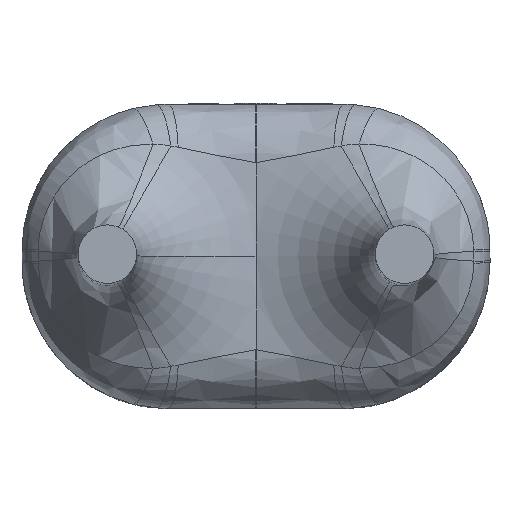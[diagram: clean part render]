
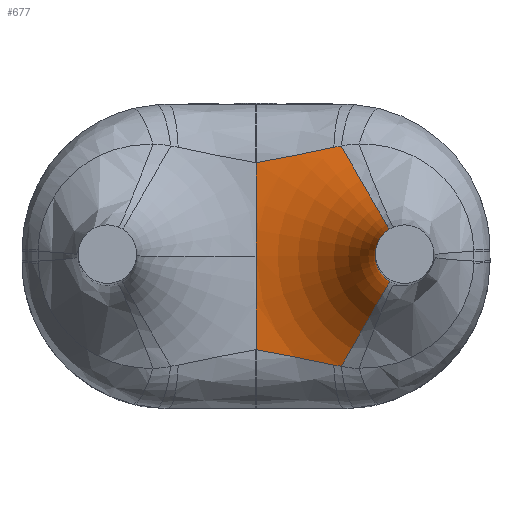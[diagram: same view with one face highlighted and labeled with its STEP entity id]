
A CAD part, top view. The second image highlights one B-rep face of the part: STEP entity #677.
In plain terms, the highlighted toroidal (fillet/blend) face has major radius 1.5 mm and minor radius 1.25 mm.
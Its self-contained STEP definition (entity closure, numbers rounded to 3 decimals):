
#71 = AXIS2_PLACEMENT_3D ( 'NONE', #3178, #662, #3611 ) ;
#75 = CARTESIAN_POINT ( 'NONE',  ( 0., 0.798, 0. ) ) ;
#124 = CARTESIAN_POINT ( 'NONE',  ( 0.665, 0.931, 0.062 ) ) ;
#125 = CARTESIAN_POINT ( 'NONE',  ( 0.665, 0.931, 0.062 ) ) ;
#182 = VERTEX_POINT ( 'NONE', #3794 ) ;
#197 = EDGE_CURVE ( 'NONE', #2340, #4970, #4368, .T. ) ;
#238 = DIRECTION ( 'NONE',  ( 0., 0., 1. ) ) ;
#287 = CARTESIAN_POINT ( 'NONE',  ( 0.665, 0.931, 0.062 ) ) ;
#314 = CIRCLE ( 'NONE', #3128, 1.25 ) ;
#315 = ORIENTED_EDGE ( 'NONE', *, *, #850, .F. ) ;
#338 = CARTESIAN_POINT ( 'NONE',  ( 0.728, 0.941, 0.071 ) ) ;
#399 = VERTEX_POINT ( 'NONE', #1742 ) ;
#443 = EDGE_CURVE ( 'NONE', #399, #4291, #5103, .T. ) ;
#542 = B_SPLINE_CURVE_WITH_KNOTS ( 'NONE', 3,
 ( #2857, #3320, #4181, #1645 ),
 .UNSPECIFIED., .F., .F.,
 ( 4, 4 ),
 ( 0., 0. ),
 .UNSPECIFIED. ) ;
#641 = CARTESIAN_POINT ( 'NONE',  ( 0., -0.532, 0. ) ) ;
#662 = DIRECTION ( 'NONE',  ( 0.867, -0.499, 0. ) ) ;
#665 = VERTEX_POINT ( 'NONE', #338 ) ;
#669 = DIRECTION ( 'NONE',  ( 0., 0., -1. ) ) ;
#677 = ADVANCED_FACE ( 'NONE', ( #2527 ), #5370, .F. ) ;
#692 = CARTESIAN_POINT ( 'NONE',  ( 0.226, 0.836, 0. ) ) ;
#698 = VERTEX_POINT ( 'NONE', #4145 ) ;
#778 = ORIENTED_EDGE ( 'NONE', *, *, #3858, .T. ) ;
#837 = AXIS2_PLACEMENT_3D ( 'NONE', #4579, #2056, #4993 ) ;
#850 = EDGE_CURVE ( 'NONE', #2340, #182, #2073, .T. ) ;
#860 = CARTESIAN_POINT ( 'NONE',  ( 0.001, -0.8, 0. ) ) ;
#918 = VERTEX_POINT ( 'NONE', #3330 ) ;
#1037 = CARTESIAN_POINT ( 'NONE',  ( 1.145, 0.217, 1.25 ) ) ;
#1069 = CARTESIAN_POINT ( 'NONE',  ( 0., -0.798, 0. ) ) ;
#1190 = DIRECTION ( 'NONE',  ( 1., 0., 0. ) ) ;
#1192 = EDGE_LOOP ( 'NONE', ( #2088, #2878, #5450, #1808, #3028, #1826, #315, #1903, #778, #1554, #1550, #1246 ) ) ;
#1246 = ORIENTED_EDGE ( 'NONE', *, *, #1388, .F. ) ;
#1293 = CARTESIAN_POINT ( 'NONE',  ( 0.226, -0.836, 0. ) ) ;
#1388 = EDGE_CURVE ( 'NONE', #4184, #698, #2072, .T. ) ;
#1420 = EDGE_CURVE ( 'NONE', #182, #399, #3051, .T. ) ;
#1430 = EDGE_CURVE ( 'NONE', #918, #2544, #1937, .T. ) ;
#1470 = CARTESIAN_POINT ( 'NONE',  ( 1.27, 0., 0. ) ) ;
#1495 = CARTESIAN_POINT ( 'NONE',  ( 0.522, 1.3, 1.25 ) ) ;
#1497 = CARTESIAN_POINT ( 'NONE',  ( 0., -0.266, 0.021 ) ) ;
#1550 = ORIENTED_EDGE ( 'NONE', *, *, #4866, .F. ) ;
#1554 = ORIENTED_EDGE ( 'NONE', *, *, #1430, .T. ) ;
#1645 = CARTESIAN_POINT ( 'NONE',  ( 0.728, -0.941, 0.071 ) ) ;
#1742 = CARTESIAN_POINT ( 'NONE',  ( 0., 0., 0.021 ) ) ;
#1806 = CIRCLE ( 'NONE', #837, 0.25 ) ;
#1808 = ORIENTED_EDGE ( 'NONE', *, *, #4173, .F. ) ;
#1826 = ORIENTED_EDGE ( 'NONE', *, *, #1420, .F. ) ;
#1862 = B_SPLINE_CURVE_WITH_KNOTS ( 'NONE', 3,
 ( #4742, #4617, #2633, #124 ),
 .UNSPECIFIED., .F., .F.,
 ( 4, 4 ),
 ( 0., 0. ),
 .UNSPECIFIED. ) ;
#1888 = DIRECTION ( 'NONE',  ( 1., 0., 0. ) ) ;
#1903 = ORIENTED_EDGE ( 'NONE', *, *, #197, .T. ) ;
#1904 = B_SPLINE_CURVE_WITH_KNOTS ( 'NONE', 3,
 ( #287, #2788, #692, #3648 ),
 .UNSPECIFIED., .F., .F.,
 ( 4, 4 ),
 ( 0., 0.001 ),
 .UNSPECIFIED. ) ;
#1920 = DIRECTION ( 'NONE',  ( -0.499, 0.867, 0. ) ) ;
#1924 = VERTEX_POINT ( 'NONE', #125 ) ;
#1937 = CIRCLE ( 'NONE', #71, 1.25 ) ;
#2017 = CIRCLE ( 'NONE', #3122, 1.5 ) ;
#2026 = CARTESIAN_POINT ( 'NONE',  ( 1.27, 0., 1.25 ) ) ;
#2040 = EDGE_CURVE ( 'NONE', #4184, #665, #314, .T. ) ;
#2056 = DIRECTION ( 'NONE',  ( 0., 0., 1. ) ) ;
#2072 = CIRCLE ( 'NONE', #4965, 0.25 ) ;
#2073 = CIRCLE ( 'NONE', #4995, 1.5 ) ;
#2088 = ORIENTED_EDGE ( 'NONE', *, *, #2040, .T. ) ;
#2178 = CARTESIAN_POINT ( 'NONE',  ( 0., 0., 0.021 ) ) ;
#2222 = CARTESIAN_POINT ( 'NONE',  ( 0.001, 0.8, 0. ) ) ;
#2340 = VERTEX_POINT ( 'NONE', #5026 ) ;
#2527 = FACE_OUTER_BOUND ( 'NONE', #1192, .T. ) ;
#2544 = VERTEX_POINT ( 'NONE', #5240 ) ;
#2589 = CARTESIAN_POINT ( 'NONE',  ( 0., 0.532, 0. ) ) ;
#2633 = CARTESIAN_POINT ( 'NONE',  ( 0.686, 0.935, 0.065 ) ) ;
#2649 = EDGE_CURVE ( 'NONE', #1924, #5375, #1904, .T. ) ;
#2740 = CARTESIAN_POINT ( 'NONE',  ( 1.27, 0., 1.25 ) ) ;
#2788 = CARTESIAN_POINT ( 'NONE',  ( 0.444, 0.887, 0.035 ) ) ;
#2857 = CARTESIAN_POINT ( 'NONE',  ( 0.665, -0.931, 0.062 ) ) ;
#2878 = ORIENTED_EDGE ( 'NONE', *, *, #4469, .T. ) ;
#2981 = CARTESIAN_POINT ( 'NONE',  ( 0., 0.266, 0.021 ) ) ;
#3011 = CARTESIAN_POINT ( 'NONE',  ( 0.665, -0.931, 0.062 ) ) ;
#3028 = ORIENTED_EDGE ( 'NONE', *, *, #443, .F. ) ;
#3051 = B_SPLINE_CURVE_WITH_KNOTS ( 'NONE', 3,
 ( #1069, #641, #1497, #4452 ),
 .UNSPECIFIED., .F., .F.,
 ( 4, 4 ),
 ( 0., 0.001 ),
 .UNSPECIFIED. ) ;
#3122 = AXIS2_PLACEMENT_3D ( 'NONE', #1470, #4421, #1888 ) ;
#3128 = AXIS2_PLACEMENT_3D ( 'NONE', #1495, #4451, #1920 ) ;
#3158 = DIRECTION ( 'NONE',  ( 1., 0., 0. ) ) ;
#3178 = CARTESIAN_POINT ( 'NONE',  ( 0.522, -1.3, 1.25 ) ) ;
#3189 = CARTESIAN_POINT ( 'NONE',  ( 1.27, 0., 0. ) ) ;
#3320 = CARTESIAN_POINT ( 'NONE',  ( 0.686, -0.935, 0.065 ) ) ;
#3330 = CARTESIAN_POINT ( 'NONE',  ( 0.728, -0.941, 0.071 ) ) ;
#3611 = DIRECTION ( 'NONE',  ( -0.499, -0.867, 0. ) ) ;
#3619 = DIRECTION ( 'NONE',  ( 1., 0., 0. ) ) ;
#3648 = CARTESIAN_POINT ( 'NONE',  ( 0.001, 0.8, 0. ) ) ;
#3714 = DIRECTION ( 'NONE',  ( 0., 0., 1. ) ) ;
#3794 = CARTESIAN_POINT ( 'NONE',  ( 0., -0.798, 0. ) ) ;
#3811 = CARTESIAN_POINT ( 'NONE',  ( 0.444, -0.887, 0.035 ) ) ;
#3858 = EDGE_CURVE ( 'NONE', #4970, #918, #542, .T. ) ;
#4088 = CARTESIAN_POINT ( 'NONE',  ( 0., 0.798, 0. ) ) ;
#4145 = CARTESIAN_POINT ( 'NONE',  ( 1.02, 0., 1.25 ) ) ;
#4173 = EDGE_CURVE ( 'NONE', #4291, #5375, #2017, .T. ) ;
#4181 = CARTESIAN_POINT ( 'NONE',  ( 0.707, -0.938, 0.068 ) ) ;
#4184 = VERTEX_POINT ( 'NONE', #1037 ) ;
#4291 = VERTEX_POINT ( 'NONE', #4088 ) ;
#4368 = B_SPLINE_CURVE_WITH_KNOTS ( 'NONE', 3,
 ( #860, #1293, #3811, #4675 ),
 .UNSPECIFIED., .F., .F.,
 ( 4, 4 ),
 ( 0., 0.001 ),
 .UNSPECIFIED. ) ;
#4421 = DIRECTION ( 'NONE',  ( 0., 0., -1. ) ) ;
#4451 = DIRECTION ( 'NONE',  ( 0.867, 0.499, 0. ) ) ;
#4452 = CARTESIAN_POINT ( 'NONE',  ( 0., 0., 0.021 ) ) ;
#4469 = EDGE_CURVE ( 'NONE', #665, #1924, #1862, .T. ) ;
#4579 = CARTESIAN_POINT ( 'NONE',  ( 1.27, 0., 1.25 ) ) ;
#4617 = CARTESIAN_POINT ( 'NONE',  ( 0.707, 0.938, 0.068 ) ) ;
#4675 = CARTESIAN_POINT ( 'NONE',  ( 0.665, -0.931, 0.062 ) ) ;
#4742 = CARTESIAN_POINT ( 'NONE',  ( 0.728, 0.941, 0.071 ) ) ;
#4866 = EDGE_CURVE ( 'NONE', #698, #2544, #1806, .T. ) ;
#4965 = AXIS2_PLACEMENT_3D ( 'NONE', #2740, #238, #3158 ) ;
#4970 = VERTEX_POINT ( 'NONE', #3011 ) ;
#4993 = DIRECTION ( 'NONE',  ( 1., 0., 0. ) ) ;
#4995 = AXIS2_PLACEMENT_3D ( 'NONE', #3189, #669, #3619 ) ;
#5026 = CARTESIAN_POINT ( 'NONE',  ( 0.001, -0.8, 0. ) ) ;
#5103 = B_SPLINE_CURVE_WITH_KNOTS ( 'NONE', 3,
 ( #2178, #2981, #2589, #75 ),
 .UNSPECIFIED., .F., .F.,
 ( 4, 4 ),
 ( 0.001, 0.002 ),
 .UNSPECIFIED. ) ;
#5240 = CARTESIAN_POINT ( 'NONE',  ( 1.145, -0.217, 1.25 ) ) ;
#5370 = TOROIDAL_SURFACE ( 'NONE', #5397, 1.5, 1.25 ) ;
#5375 = VERTEX_POINT ( 'NONE', #2222 ) ;
#5397 = AXIS2_PLACEMENT_3D ( 'NONE', #2026, #3714, #1190 ) ;
#5450 = ORIENTED_EDGE ( 'NONE', *, *, #2649, .T. ) ;
